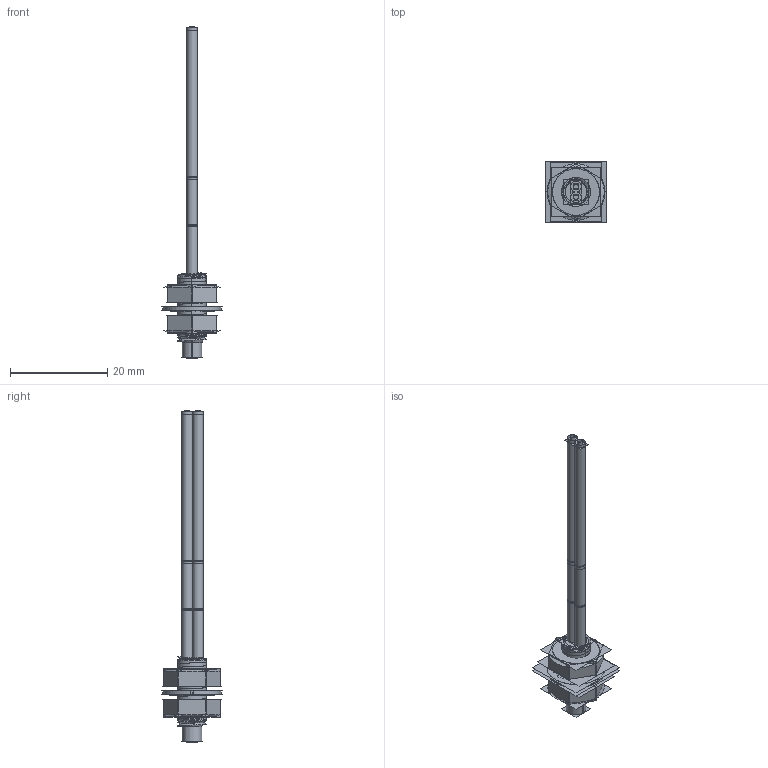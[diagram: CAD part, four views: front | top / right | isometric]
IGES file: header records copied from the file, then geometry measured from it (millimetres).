
Start section:  PTC IGES file: 161864.igs
Global section: file name: 161864.igs; native system: Creo Parametric by Parametric Technology Corporation; preprocessor: 2016010; author: PDMAdmin; organization: Unknown; date: 20160520.131515; units: millimetre
Bounding box: 12.54 x 12.54 x 68.14 mm (x, y, z)
Volume: 1030.5 mm3; surface area: 18147.2 mm2
Topology: 9 solids, 9 shells, 496 faces, 2568 edges, 3310 vertices
Faces by surface type: revolution 368, bspline 128
